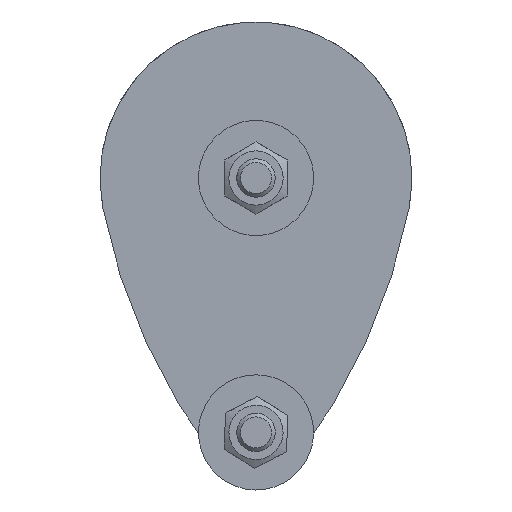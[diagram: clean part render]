
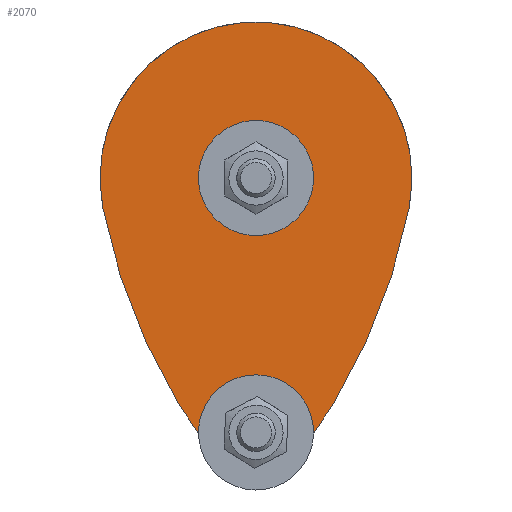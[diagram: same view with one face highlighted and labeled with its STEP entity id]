
A CAD part, front view. The second image highlights one B-rep face of the part: STEP entity #2070.
In plain terms, the highlighted planar face has unit normal (0, -1, 0).
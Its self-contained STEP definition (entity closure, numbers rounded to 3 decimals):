
#257=FACE_BOUND('',#581,.T.);
#258=FACE_BOUND('',#582,.T.);
#408=FACE_OUTER_BOUND('',#580,.T.);
#580=EDGE_LOOP('',(#1543,#1544,#1545,#1546));
#581=EDGE_LOOP('',(#1547));
#582=EDGE_LOOP('',(#1548));
#897=CIRCLE('',#2251,126.718);
#898=CIRCLE('',#2253,32.5);
#899=CIRCLE('',#2255,126.718);
#900=CIRCLE('',#2257,10.);
#901=CIRCLE('',#2259,4.);
#902=CIRCLE('',#2260,4.);
#1065=VERTEX_POINT('',#3300);
#1066=VERTEX_POINT('',#3302);
#1067=VERTEX_POINT('',#3306);
#1068=VERTEX_POINT('',#3310);
#1069=VERTEX_POINT('',#3316);
#1070=VERTEX_POINT('',#3318);
#1278=EDGE_CURVE('',#1065,#1066,#897,.T.);
#1281=EDGE_CURVE('',#1067,#1065,#898,.T.);
#1283=EDGE_CURVE('',#1068,#1067,#899,.T.);
#1284=EDGE_CURVE('',#1066,#1068,#900,.T.);
#1285=EDGE_CURVE('',#1069,#1069,#901,.T.);
#1286=EDGE_CURVE('',#1070,#1070,#902,.T.);
#1543=ORIENTED_EDGE('',*,*,#1283,.F.);
#1544=ORIENTED_EDGE('',*,*,#1284,.F.);
#1545=ORIENTED_EDGE('',*,*,#1278,.F.);
#1546=ORIENTED_EDGE('',*,*,#1281,.F.);
#1547=ORIENTED_EDGE('',*,*,#1285,.F.);
#1548=ORIENTED_EDGE('',*,*,#1286,.F.);
#2022=PLANE('',#2258);
#2070=ADVANCED_FACE('',(#408,#257,#258),#2022,.T.);
#2251=AXIS2_PLACEMENT_3D('',#3303,#2598,#2599);
#2253=AXIS2_PLACEMENT_3D('',#3308,#2604,#2605);
#2255=AXIS2_PLACEMENT_3D('',#3312,#2609,#2610);
#2257=AXIS2_PLACEMENT_3D('',#3314,#2613,#2614);
#2258=AXIS2_PLACEMENT_3D('',#3315,#2615,#2616);
#2259=AXIS2_PLACEMENT_3D('',#3317,#2617,#2618);
#2260=AXIS2_PLACEMENT_3D('',#3319,#2619,#2620);
#2598=DIRECTION('center_axis',(0.,1.,0.));
#2599=DIRECTION('ref_axis',(0.792,0.,-0.611));
#2604=DIRECTION('center_axis',(0.,1.,0.));
#2605=DIRECTION('ref_axis',(0.981,0.,-0.194));
#2609=DIRECTION('center_axis',(0.,1.,0.));
#2610=DIRECTION('ref_axis',(-0.981,0.,-0.194));
#2613=DIRECTION('center_axis',(0.,1.,0.));
#2614=DIRECTION('ref_axis',(-0.792,0.,-0.611));
#2615=DIRECTION('center_axis',(0.,-1.,0.));
#2616=DIRECTION('ref_axis',(0.,0.,1.));
#2617=DIRECTION('center_axis',(0.,-1.,0.));
#2618=DIRECTION('ref_axis',(0.041,0.,0.999));
#2619=DIRECTION('center_axis',(0.,-1.,0.));
#2620=DIRECTION('ref_axis',(-0.75,0.,0.662));
#3300=CARTESIAN_POINT('',(31.883,-11.5,-6.304));
#3302=CARTESIAN_POINT('',(7.919,-11.5,-59.107));
#3303=CARTESIAN_POINT('Origin',(-92.428,-11.5,18.274));
#3306=CARTESIAN_POINT('',(-31.883,-11.5,-6.304));
#3308=CARTESIAN_POINT('Origin',(0.,-11.5,0.));
#3310=CARTESIAN_POINT('',(-7.919,-11.5,-59.107));
#3312=CARTESIAN_POINT('Origin',(92.428,-11.5,18.274));
#3314=CARTESIAN_POINT('Origin',(0.,-11.5,-53.));
#3315=CARTESIAN_POINT('Origin',(0.,-11.5,0.));
#3316=CARTESIAN_POINT('',(4.,-11.5,-53.));
#3317=CARTESIAN_POINT('Origin',(0.,-11.5,-53.));
#3318=CARTESIAN_POINT('',(4.,-11.5,0.));
#3319=CARTESIAN_POINT('Origin',(0.,-11.5,0.));
